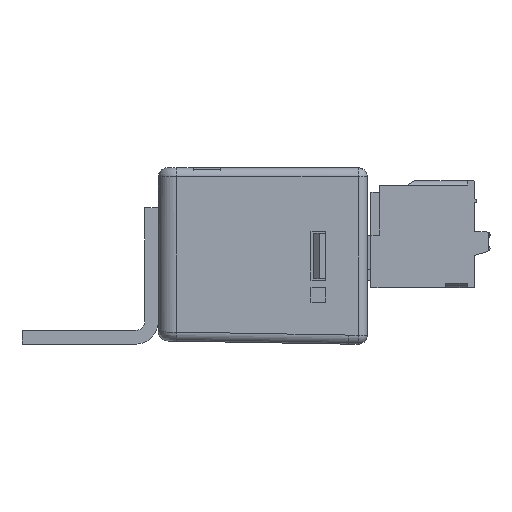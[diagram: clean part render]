
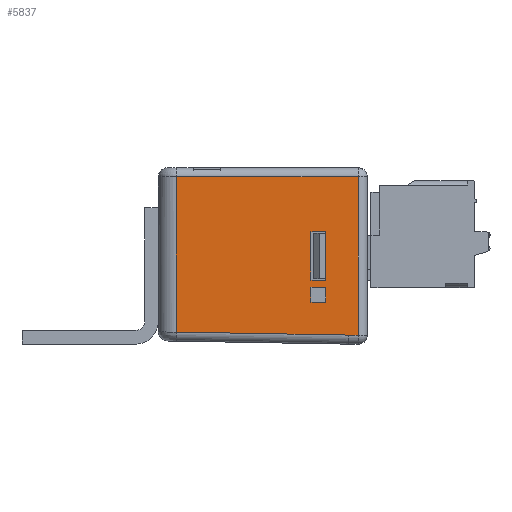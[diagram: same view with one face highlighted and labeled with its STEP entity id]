
A CAD part, left-side view. The second image highlights one B-rep face of the part: STEP entity #5837.
In plain terms, the highlighted planar face has unit normal (-1, 0, 0).
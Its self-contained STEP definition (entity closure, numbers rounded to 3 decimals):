
#5837=ADVANCED_FACE('',(#9777,#9778,#9779),#7733,.F.);
#7733=PLANE('',#49111);
#9777=FACE_BOUND('',#11767,.T.);
#9778=FACE_BOUND('',#11768,.T.);
#9779=FACE_BOUND('',#11769,.T.);
#11767=EDGE_LOOP('',(#22228,#22229,#22230,#22231));
#11768=EDGE_LOOP('',(#22232,#22233,#22234,#22235,#22236));
#11769=EDGE_LOOP('',(#22237,#22238,#22239,#22240));
#22228=ORIENTED_EDGE('',*,*,#34633,.T.);
#22229=ORIENTED_EDGE('',*,*,#34631,.T.);
#22230=ORIENTED_EDGE('',*,*,#34630,.T.);
#22231=ORIENTED_EDGE('',*,*,#34628,.T.);
#22232=ORIENTED_EDGE('',*,*,#34681,.T.);
#22233=ORIENTED_EDGE('',*,*,#33941,.T.);
#22234=ORIENTED_EDGE('',*,*,#33916,.T.);
#22235=ORIENTED_EDGE('',*,*,#34682,.T.);
#22236=ORIENTED_EDGE('',*,*,#34625,.T.);
#22237=ORIENTED_EDGE('',*,*,#34678,.F.);
#22238=ORIENTED_EDGE('',*,*,#34654,.F.);
#22239=ORIENTED_EDGE('',*,*,#34657,.F.);
#22240=ORIENTED_EDGE('',*,*,#34660,.T.);
#28243=VERTEX_POINT('',#74005);
#28244=VERTEX_POINT('',#74006);
#28252=VERTEX_POINT('',#74053);
#28683=VERTEX_POINT('',#76403);
#28689=VERTEX_POINT('',#76436);
#28690=VERTEX_POINT('',#76440);
#28691=VERTEX_POINT('',#76442);
#28692=VERTEX_POINT('',#76446);
#28693=VERTEX_POINT('',#76450);
#28706=VERTEX_POINT('',#76513);
#28709=VERTEX_POINT('',#76518);
#28711=VERTEX_POINT('',#76524);
#28713=VERTEX_POINT('',#76530);
#33916=EDGE_CURVE('',#28243,#28244,#39533,.T.);
#33941=EDGE_CURVE('',#28252,#28243,#39547,.T.);
#34625=EDGE_CURVE('',#28683,#28689,#40059,.T.);
#34628=EDGE_CURVE('',#28690,#28691,#40062,.T.);
#34630=EDGE_CURVE('',#28692,#28690,#40064,.T.);
#34631=EDGE_CURVE('',#28693,#28692,#40065,.T.);
#34633=EDGE_CURVE('',#28691,#28693,#40067,.T.);
#34654=EDGE_CURVE('',#28709,#28706,#40082,.T.);
#34657=EDGE_CURVE('',#28711,#28709,#40085,.T.);
#34660=EDGE_CURVE('',#28711,#28713,#40088,.T.);
#34678=EDGE_CURVE('',#28706,#28713,#40106,.T.);
#34681=EDGE_CURVE('',#28689,#28252,#40109,.T.);
#34682=EDGE_CURVE('',#28244,#28683,#40110,.T.);
#39533=LINE('',#74004,#44623);
#39547=LINE('',#74052,#44637);
#40059=LINE('',#76437,#45205);
#40062=LINE('',#76443,#45208);
#40064=LINE('',#76447,#45210);
#40065=LINE('',#76449,#45211);
#40067=LINE('',#76453,#45213);
#40082=LINE('',#76519,#45228);
#40085=LINE('',#76525,#45231);
#40088=LINE('',#76531,#45234);
#40106=LINE('',#76565,#45252);
#40109=LINE('',#76570,#45255);
#40110=LINE('',#76572,#45256);
#44623=VECTOR('',#57811,1.);
#44637=VECTOR('',#57875,1.);
#45205=VECTOR('',#59013,1.);
#45208=VECTOR('',#59018,1.);
#45210=VECTOR('',#59022,1.);
#45211=VECTOR('',#59025,1.);
#45213=VECTOR('',#59029,1.);
#45228=VECTOR('',#59066,1.);
#45231=VECTOR('',#59071,1.);
#45234=VECTOR('',#59076,1.);
#45252=VECTOR('',#59102,1.);
#45255=VECTOR('',#59109,1.);
#45256=VECTOR('',#59112,1.);
#49111=AXIS2_PLACEMENT_3D('',#76573,#59113,#59114);
#57811=DIRECTION('',(0.,0.,1.));
#57875=DIRECTION('',(0.,-1.,0.));
#59013=DIRECTION('',(0.,0.,-1.));
#59018=DIRECTION('',(0.,-1.,0.));
#59022=DIRECTION('',(0.,0.,1.));
#59025=DIRECTION('',(0.,1.,0.));
#59029=DIRECTION('',(0.,0.,-1.));
#59066=DIRECTION('',(0.,-1.,0.));
#59071=DIRECTION('',(0.,0.,-1.));
#59076=DIRECTION('',(0.,-1.,0.));
#59102=DIRECTION('',(0.,0.,1.));
#59109=DIRECTION('',(0.,-1.,-0.017));
#59112=DIRECTION('',(0.,1.,0.));
#59113=DIRECTION('',(1.,0.,0.));
#59114=DIRECTION('',(0.,0.,1.));
#74004=CARTESIAN_POINT('',(-52.94,-98.987,19.4));
#74005=CARTESIAN_POINT('',(-52.94,-98.987,1.));
#74006=CARTESIAN_POINT('',(-52.94,-98.987,18.4));
#74052=CARTESIAN_POINT('',(-52.94,-77.987,1.));
#74053=CARTESIAN_POINT('',(-52.94,-97.887,1.));
#76403=CARTESIAN_POINT('',(-52.94,-78.987,18.4));
#76436=CARTESIAN_POINT('',(-52.94,-78.987,1.33));
#76437=CARTESIAN_POINT('',(-52.94,-78.987,19.4));
#76440=CARTESIAN_POINT('',(-52.94,-93.787,6.25));
#76442=CARTESIAN_POINT('',(-52.94,-95.387,6.25));
#76443=CARTESIAN_POINT('',(-52.94,-77.987,6.25));
#76446=CARTESIAN_POINT('',(-52.94,-93.787,4.6));
#76447=CARTESIAN_POINT('',(-52.94,-93.787,19.4));
#76449=CARTESIAN_POINT('',(-52.94,-77.987,4.6));
#76450=CARTESIAN_POINT('',(-52.94,-95.387,4.6));
#76453=CARTESIAN_POINT('',(-52.94,-95.387,19.4));
#76513=CARTESIAN_POINT('',(-52.94,-95.387,7.056));
#76518=CARTESIAN_POINT('',(-52.94,-93.787,7.056));
#76519=CARTESIAN_POINT('',(-52.94,-98.387,7.056));
#76524=CARTESIAN_POINT('',(-52.94,-93.787,12.356));
#76525=CARTESIAN_POINT('',(-52.94,-93.787,9.706));
#76530=CARTESIAN_POINT('',(-52.94,-95.387,12.356));
#76531=CARTESIAN_POINT('',(-52.94,-93.687,12.356));
#76565=CARTESIAN_POINT('',(-52.94,-95.387,12.54));
#76570=CARTESIAN_POINT('',(-52.94,-77.672,1.353));
#76572=CARTESIAN_POINT('',(-52.94,-78.987,18.4));
#76573=CARTESIAN_POINT('',(-52.94,-77.987,19.4));
